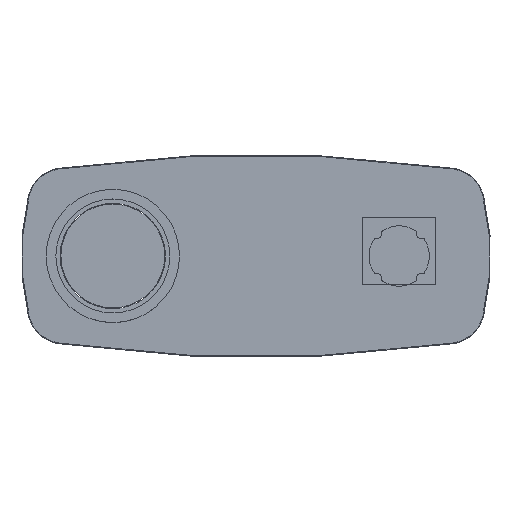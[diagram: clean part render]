
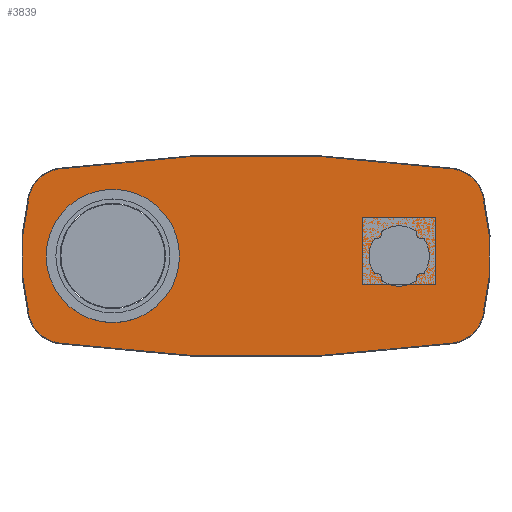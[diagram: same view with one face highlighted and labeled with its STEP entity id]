
A CAD part, top view. The second image highlights one B-rep face of the part: STEP entity #3839.
In plain terms, the highlighted planar face has unit normal (0, 0, 1).
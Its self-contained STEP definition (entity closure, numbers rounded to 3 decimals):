
#2963=CARTESIAN_POINT('',(17.424,22.37,3.));
#2964=DIRECTION('',(0.,0.,1.));
#2965=DIRECTION('',(0.971,0.239,0.));
#2966=AXIS2_PLACEMENT_3D('',#2963,#2964,#2965);
#2968=CARTESIAN_POINT('',(-57.353,4.,3.));
#2969=DIRECTION('',(0.,0.,1.));
#2970=DIRECTION('',(0.971,-0.239,0.));
#2971=AXIS2_PLACEMENT_3D('',#2968,#2969,#2970);
#2973=CARTESIAN_POINT('',(17.424,-14.37,3.));
#2974=DIRECTION('',(0.,0.,1.));
#2975=DIRECTION('',(0.141,-0.99,0.));
#2976=AXIS2_PLACEMENT_3D('',#2973,#2974,#2975);
#2978=CARTESIAN_POINT('',(-51.,467.799,3.));
#2979=DIRECTION('',(0.,0.,1.));
#2980=DIRECTION('',(-0.141,-0.99,0.));
#2981=AXIS2_PLACEMENT_3D('',#2978,#2979,#2980);
#2983=CARTESIAN_POINT('',(-119.424,-14.37,3.));
#2984=DIRECTION('',(0.,0.,1.));
#2985=DIRECTION('',(-0.971,-0.239,0.));
#2986=AXIS2_PLACEMENT_3D('',#2983,#2984,#2985);
#2988=CARTESIAN_POINT('',(-44.647,4.,3.));
#2989=DIRECTION('',(0.,0.,1.));
#2990=DIRECTION('',(-0.971,0.239,0.));
#2991=AXIS2_PLACEMENT_3D('',#2988,#2989,#2990);
#2993=CARTESIAN_POINT('',(-119.424,22.37,3.));
#2994=DIRECTION('',(0.,0.,1.));
#2995=DIRECTION('',(-0.141,0.99,0.));
#2996=AXIS2_PLACEMENT_3D('',#2993,#2994,#2995);
#2998=CARTESIAN_POINT('',(-51.,-459.799,3.));
#2999=DIRECTION('',(0.,0.,1.));
#3000=DIRECTION('',(0.141,0.99,0.));
#3001=AXIS2_PLACEMENT_3D('',#2998,#2999,#3000);
#3013=CARTESIAN_POINT('',(-8.,-4.,3.));
#3014=DIRECTION('',(0.,0.,-1.));
#3015=DIRECTION('',(-0.219,0.976,0.));
#3016=AXIS2_PLACEMENT_3D('',#3013,#3014,#3015);
#3018=CARTESIAN_POINT('',(0.,4.,3.));
#3019=DIRECTION('',(0.,0.,-1.));
#3020=DIRECTION('',(0.557,-0.831,0.));
#3021=AXIS2_PLACEMENT_3D('',#3018,#3019,#3020);
#3023=CARTESIAN_POINT('',(8.,-4.,3.));
#3024=DIRECTION('',(0.,0.,1.));
#3025=DIRECTION('',(0.219,0.976,0.));
#3026=AXIS2_PLACEMENT_3D('',#3023,#3024,#3025);
#3028=CARTESIAN_POINT('',(0.,4.,3.));
#3029=DIRECTION('',(0.,0.,-1.));
#3030=DIRECTION('',(0.831,0.557,0.));
#3031=AXIS2_PLACEMENT_3D('',#3028,#3029,#3030);
#3033=CARTESIAN_POINT('',(8.,12.,3.));
#3034=DIRECTION('',(0.,0.,-1.));
#3035=DIRECTION('',(0.219,-0.976,0.));
#3036=AXIS2_PLACEMENT_3D('',#3033,#3034,#3035);
#3038=CARTESIAN_POINT('',(0.,4.,3.));
#3039=DIRECTION('',(0.,0.,-1.));
#3040=DIRECTION('',(-0.557,0.831,0.));
#3041=AXIS2_PLACEMENT_3D('',#3038,#3039,#3040);
#3043=CARTESIAN_POINT('',(-8.,12.,3.));
#3044=DIRECTION('',(0.,0.,-1.));
#3045=DIRECTION('',(0.976,0.219,0.));
#3046=AXIS2_PLACEMENT_3D('',#3043,#3044,#3045);
#3048=CARTESIAN_POINT('',(0.,4.,3.));
#3049=DIRECTION('',(0.,0.,-1.));
#3050=DIRECTION('',(-0.831,-0.557,0.));
#3051=AXIS2_PLACEMENT_3D('',#3048,#3049,#3050);
#3063=CARTESIAN_POINT('',(-102.,4.,3.));
#3064=DIRECTION('',(0.,0.,-1.));
#3065=DIRECTION('',(0.,-1.,0.));
#3066=AXIS2_PLACEMENT_3D('',#3063,#3064,#3065);
#3068=CARTESIAN_POINT('',(-102.,4.,3.));
#3069=DIRECTION('',(0.,0.,-1.));
#3070=DIRECTION('',(0.,1.,0.));
#3071=AXIS2_PLACEMENT_3D('',#3068,#3069,#3070);
#3292=CARTESIAN_POINT('',(-5.707,-4.514,3.));
#3293=DIRECTION('',(0.,0.,-1.));
#3294=DIRECTION('',(-0.557,-0.831,0.));
#3295=AXIS2_PLACEMENT_3D('',#3292,#3293,#3294);
#3310=CARTESIAN_POINT('',(-8.514,-1.707,3.));
#3311=DIRECTION('',(0.,0.,-1.));
#3312=DIRECTION('',(0.219,-0.976,0.));
#3313=AXIS2_PLACEMENT_3D('',#3310,#3311,#3312);
#3328=CARTESIAN_POINT('',(-8.514,9.707,3.));
#3329=DIRECTION('',(0.,0.,-1.));
#3330=DIRECTION('',(-0.831,0.557,0.));
#3331=AXIS2_PLACEMENT_3D('',#3328,#3329,#3330);
#3346=CARTESIAN_POINT('',(-5.707,12.514,3.));
#3347=DIRECTION('',(0.,0.,-1.));
#3348=DIRECTION('',(-0.976,-0.219,0.));
#3349=AXIS2_PLACEMENT_3D('',#3346,#3347,#3348);
#3364=CARTESIAN_POINT('',(5.707,12.514,3.));
#3365=DIRECTION('',(0.,0.,-1.));
#3366=DIRECTION('',(0.557,0.831,0.));
#3367=AXIS2_PLACEMENT_3D('',#3364,#3365,#3366);
#3382=CARTESIAN_POINT('',(8.514,9.707,3.));
#3383=DIRECTION('',(0.,0.,-1.));
#3384=DIRECTION('',(-0.219,0.976,0.));
#3385=AXIS2_PLACEMENT_3D('',#3382,#3383,#3384);
#3400=CARTESIAN_POINT('',(8.514,-1.707,3.));
#3401=DIRECTION('',(0.,0.,-1.));
#3402=DIRECTION('',(0.831,-0.557,0.));
#3403=AXIS2_PLACEMENT_3D('',#3400,#3401,#3402);
#3418=CARTESIAN_POINT('',(5.707,-4.514,3.));
#3419=DIRECTION('',(0.,0.,-1.));
#3420=DIRECTION('',(0.976,0.219,0.));
#3421=AXIS2_PLACEMENT_3D('',#3418,#3419,#3420);
#3589=CARTESIAN_POINT('',(19.215,34.993,3.));
#3590=VERTEX_POINT('',#3589);
#3591=CARTESIAN_POINT('',(29.806,25.412,3.));
#3592=VERTEX_POINT('',#3591);
#3593=CARTESIAN_POINT('',(29.806,-17.412,3.));
#3594=VERTEX_POINT('',#3593);
#3595=CARTESIAN_POINT('',(19.215,-26.993,3.));
#3596=VERTEX_POINT('',#3595);
#3597=CARTESIAN_POINT('',(-121.215,-26.993,3.));
#3598=VERTEX_POINT('',#3597);
#3600=CARTESIAN_POINT('',(-131.806,-17.412,3.));
#3602=VERTEX_POINT('',#3600);
#3604=CARTESIAN_POINT('',(-131.806,25.412,3.));
#3606=VERTEX_POINT('',#3604);
#3608=CARTESIAN_POINT('',(-121.215,34.993,3.));
#3610=VERTEX_POINT('',#3608);
#3624=CARTESIAN_POINT('',(-8.93,-1.985,3.));
#3626=VERTEX_POINT('',#3624);
#3628=CARTESIAN_POINT('',(-8.405,-2.195,3.));
#3630=VERTEX_POINT('',#3628);
#3632=CARTESIAN_POINT('',(-6.195,-4.405,3.));
#3634=VERTEX_POINT('',#3632);
#3636=CARTESIAN_POINT('',(-5.985,-4.93,3.));
#3638=VERTEX_POINT('',#3636);
#3640=CARTESIAN_POINT('',(8.405,-2.195,3.));
#3642=VERTEX_POINT('',#3640);
#3644=CARTESIAN_POINT('',(8.93,-1.985,3.));
#3646=VERTEX_POINT('',#3644);
#3648=CARTESIAN_POINT('',(5.985,-4.93,3.));
#3650=VERTEX_POINT('',#3648);
#3652=CARTESIAN_POINT('',(6.195,-4.405,3.));
#3654=VERTEX_POINT('',#3652);
#3656=CARTESIAN_POINT('',(-8.405,10.195,3.));
#3658=VERTEX_POINT('',#3656);
#3660=CARTESIAN_POINT('',(-8.93,9.985,3.));
#3662=VERTEX_POINT('',#3660);
#3664=CARTESIAN_POINT('',(-5.985,12.93,3.));
#3666=VERTEX_POINT('',#3664);
#3668=CARTESIAN_POINT('',(-6.195,12.405,3.));
#3670=VERTEX_POINT('',#3668);
#3672=CARTESIAN_POINT('',(6.195,12.405,3.));
#3674=VERTEX_POINT('',#3672);
#3676=CARTESIAN_POINT('',(5.985,12.93,3.));
#3678=VERTEX_POINT('',#3676);
#3680=CARTESIAN_POINT('',(8.93,9.985,3.));
#3682=VERTEX_POINT('',#3680);
#3684=CARTESIAN_POINT('',(8.405,10.195,3.));
#3686=VERTEX_POINT('',#3684);
#3707=CARTESIAN_POINT('',(-102.,-19.749,3.));
#3708=CARTESIAN_POINT('',(-102.,27.749,3.));
#3709=VERTEX_POINT('',#3707);
#3710=VERTEX_POINT('',#3708);
#3776=CARTESIAN_POINT('',(-51.,4.,3.));
#3777=DIRECTION('',(0.,0.,-1.));
#3778=DIRECTION('',(0.,-1.,0.));
#3779=AXIS2_PLACEMENT_3D('',#3776,#3777,#3778);
#3780=PLANE('',#3779);
#3782=ORIENTED_EDGE('',*,*,#3781,.F.);
#3784=ORIENTED_EDGE('',*,*,#3783,.F.);
#3786=ORIENTED_EDGE('',*,*,#3785,.F.);
#3788=ORIENTED_EDGE('',*,*,#3787,.F.);
#3790=ORIENTED_EDGE('',*,*,#3789,.F.);
#3792=ORIENTED_EDGE('',*,*,#3791,.F.);
#3794=ORIENTED_EDGE('',*,*,#3793,.F.);
#3796=ORIENTED_EDGE('',*,*,#3795,.F.);
#3797=EDGE_LOOP('',(#3782,#3784,#3786,#3788,#3790,#3792,#3794,#3796));
#3798=FACE_OUTER_BOUND('',#3797,.F.);
#3800=ORIENTED_EDGE('',*,*,#3799,.T.);
#3802=ORIENTED_EDGE('',*,*,#3801,.F.);
#3804=ORIENTED_EDGE('',*,*,#3803,.F.);
#3806=ORIENTED_EDGE('',*,*,#3805,.F.);
#3808=ORIENTED_EDGE('',*,*,#3807,.F.);
#3810=ORIENTED_EDGE('',*,*,#3809,.F.);
#3812=ORIENTED_EDGE('',*,*,#3811,.F.);
#3814=ORIENTED_EDGE('',*,*,#3813,.F.);
#3816=ORIENTED_EDGE('',*,*,#3815,.T.);
#3818=ORIENTED_EDGE('',*,*,#3817,.F.);
#3820=ORIENTED_EDGE('',*,*,#3819,.F.);
#3822=ORIENTED_EDGE('',*,*,#3821,.F.);
#3824=ORIENTED_EDGE('',*,*,#3823,.T.);
#3826=ORIENTED_EDGE('',*,*,#3825,.F.);
#3828=ORIENTED_EDGE('',*,*,#3827,.F.);
#3830=ORIENTED_EDGE('',*,*,#3829,.F.);
#3831=EDGE_LOOP('',(#3800,#3802,#3804,#3806,#3808,#3810,#3812,#3814,#3816,#3818,
#3820,#3822,#3824,#3826,#3828,#3830));
#3832=FACE_BOUND('',#3831,.F.);
#3834=ORIENTED_EDGE('',*,*,#3833,.F.);
#3836=ORIENTED_EDGE('',*,*,#3835,.F.);
#3837=EDGE_LOOP('',(#3834,#3836));
#3838=FACE_BOUND('',#3837,.F.);
#3839=ADVANCED_FACE('',(#3798,#3832,#3838),#3780,.F.);
#2967=CIRCLE('',#2966,12.75);
#2972=CIRCLE('',#2971,89.75);
#2977=CIRCLE('',#2976,12.75);
#2982=CIRCLE('',#2981,499.75);
#2987=CIRCLE('',#2986,12.75);
#2992=CIRCLE('',#2991,89.75);
#2997=CIRCLE('',#2996,12.75);
#3002=CIRCLE('',#3001,499.75);
#3017=CIRCLE('',#3016,1.85);
#3022=CIRCLE('',#3021,10.75);
#3027=CIRCLE('',#3026,1.85);
#3032=CIRCLE('',#3031,10.75);
#3037=CIRCLE('',#3036,1.85);
#3042=CIRCLE('',#3041,10.75);
#3047=CIRCLE('',#3046,1.85);
#3052=CIRCLE('',#3051,10.75);
#3067=CIRCLE('',#3066,23.749);
#3072=CIRCLE('',#3071,23.749);
#3296=CIRCLE('',#3295,0.5);
#3314=CIRCLE('',#3313,0.5);
#3332=CIRCLE('',#3331,0.5);
#3350=CIRCLE('',#3349,0.5);
#3368=CIRCLE('',#3367,0.5);
#3386=CIRCLE('',#3385,0.5);
#3404=CIRCLE('',#3403,0.5);
#3422=CIRCLE('',#3421,0.5);
#3781=EDGE_CURVE('',#3592,#3590,#2967,.T.);
#3783=EDGE_CURVE('',#3594,#3592,#2972,.T.);
#3785=EDGE_CURVE('',#3596,#3594,#2977,.T.);
#3787=EDGE_CURVE('',#3598,#3596,#2982,.T.);
#3789=EDGE_CURVE('',#3602,#3598,#2987,.T.);
#3791=EDGE_CURVE('',#3606,#3602,#2992,.T.);
#3793=EDGE_CURVE('',#3610,#3606,#2997,.T.);
#3795=EDGE_CURVE('',#3590,#3610,#3002,.T.);
#3799=EDGE_CURVE('',#3630,#3634,#3017,.T.);
#3801=EDGE_CURVE('',#3638,#3634,#3296,.T.);
#3803=EDGE_CURVE('',#3650,#3638,#3022,.T.);
#3805=EDGE_CURVE('',#3654,#3650,#3422,.T.);
#3807=EDGE_CURVE('',#3642,#3654,#3027,.T.);
#3809=EDGE_CURVE('',#3646,#3642,#3404,.T.);
#3811=EDGE_CURVE('',#3682,#3646,#3032,.T.);
#3813=EDGE_CURVE('',#3686,#3682,#3386,.T.);
#3815=EDGE_CURVE('',#3686,#3674,#3037,.T.);
#3817=EDGE_CURVE('',#3678,#3674,#3368,.T.);
#3819=EDGE_CURVE('',#3666,#3678,#3042,.T.);
#3821=EDGE_CURVE('',#3670,#3666,#3350,.T.);
#3823=EDGE_CURVE('',#3670,#3658,#3047,.T.);
#3825=EDGE_CURVE('',#3662,#3658,#3332,.T.);
#3827=EDGE_CURVE('',#3626,#3662,#3052,.T.);
#3829=EDGE_CURVE('',#3630,#3626,#3314,.T.);
#3833=EDGE_CURVE('',#3709,#3710,#3067,.T.);
#3835=EDGE_CURVE('',#3710,#3709,#3072,.T.);
